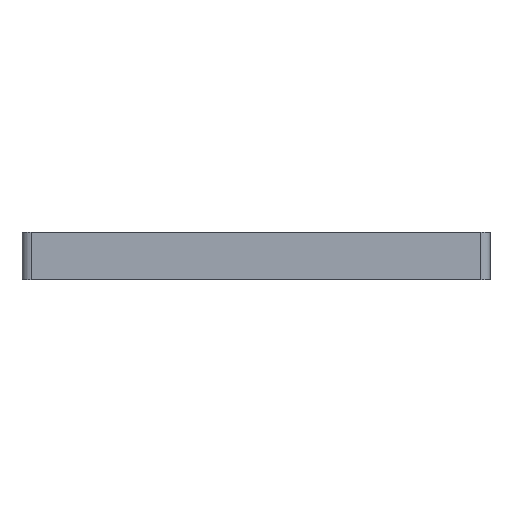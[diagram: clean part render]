
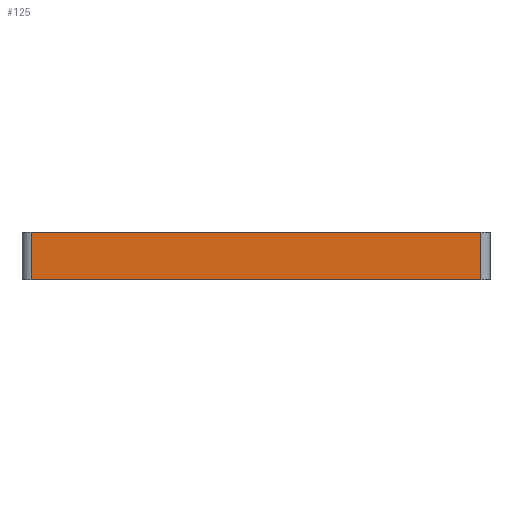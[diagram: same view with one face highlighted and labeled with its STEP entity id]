
A CAD part, front view. The second image highlights one B-rep face of the part: STEP entity #125.
In plain terms, the highlighted planar face has unit normal (0, -1, 0).
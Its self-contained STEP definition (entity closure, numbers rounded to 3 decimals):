
#59 = DIRECTION ( 'NONE',  ( 0., 0., 1. ) ) ;
#120 = LINE ( 'NONE', #1242, #2277 ) ;
#125 = ADVANCED_FACE ( 'NONE', ( #1389 ), #2533, .F. ) ;
#299 = VERTEX_POINT ( 'NONE', #738 ) ;
#326 = VERTEX_POINT ( 'NONE', #2123 ) ;
#488 = CARTESIAN_POINT ( 'NONE',  ( -75.825, -70., 7.938 ) ) ;
#518 = ORIENTED_EDGE ( 'NONE', *, *, #2386, .F. ) ;
#738 = CARTESIAN_POINT ( 'NONE',  ( -75.825, -70., -7.938 ) ) ;
#752 = VERTEX_POINT ( 'NONE', #2679 ) ;
#771 = VECTOR ( 'NONE', #1627, 1000. ) ;
#840 = VECTOR ( 'NONE', #2306, 1000. ) ;
#910 = LINE ( 'NONE', #1640, #2938 ) ;
#1042 = ORIENTED_EDGE ( 'NONE', *, *, #2686, .T. ) ;
#1066 = CARTESIAN_POINT ( 'NONE',  ( 75.825, -70., -7.938 ) ) ;
#1120 = ORIENTED_EDGE ( 'NONE', *, *, #1438, .T. ) ;
#1127 = EDGE_LOOP ( 'NONE', ( #1120, #518, #1633, #1042 ) ) ;
#1242 = CARTESIAN_POINT ( 'NONE',  ( -75.825, -70., -7.938 ) ) ;
#1389 = FACE_OUTER_BOUND ( 'NONE', #1127, .T. ) ;
#1438 = EDGE_CURVE ( 'NONE', #299, #2913, #120, .T. ) ;
#1627 = DIRECTION ( 'NONE',  ( 0., 0., -1. ) ) ;
#1633 = ORIENTED_EDGE ( 'NONE', *, *, #2345, .F. ) ;
#1637 = CARTESIAN_POINT ( 'NONE',  ( -75.825, -70., 7.938 ) ) ;
#1640 = CARTESIAN_POINT ( 'NONE',  ( -75.825, -70., 7.938 ) ) ;
#1650 = DIRECTION ( 'NONE',  ( 0., 0., -1. ) ) ;
#1712 = LINE ( 'NONE', #488, #840 ) ;
#1821 = CARTESIAN_POINT ( 'NONE',  ( 75.825, -70., 7.938 ) ) ;
#1880 = DIRECTION ( 'NONE',  ( 0., 1., 0. ) ) ;
#2015 = DIRECTION ( 'NONE',  ( 1., 0., 0. ) ) ;
#2123 = CARTESIAN_POINT ( 'NONE',  ( -75.825, -70., 7.938 ) ) ;
#2204 = AXIS2_PLACEMENT_3D ( 'NONE', #1637, #1880, #59 ) ;
#2277 = VECTOR ( 'NONE', #2015, 1000. ) ;
#2306 = DIRECTION ( 'NONE',  ( 1., 0., 0. ) ) ;
#2345 = EDGE_CURVE ( 'NONE', #326, #752, #1712, .T. ) ;
#2386 = EDGE_CURVE ( 'NONE', #752, #2913, #2911, .T. ) ;
#2533 = PLANE ( 'NONE',  #2204 ) ;
#2679 = CARTESIAN_POINT ( 'NONE',  ( 75.825, -70., 7.938 ) ) ;
#2686 = EDGE_CURVE ( 'NONE', #326, #299, #910, .T. ) ;
#2911 = LINE ( 'NONE', #1821, #771 ) ;
#2913 = VERTEX_POINT ( 'NONE', #1066 ) ;
#2938 = VECTOR ( 'NONE', #1650, 1000. ) ;
